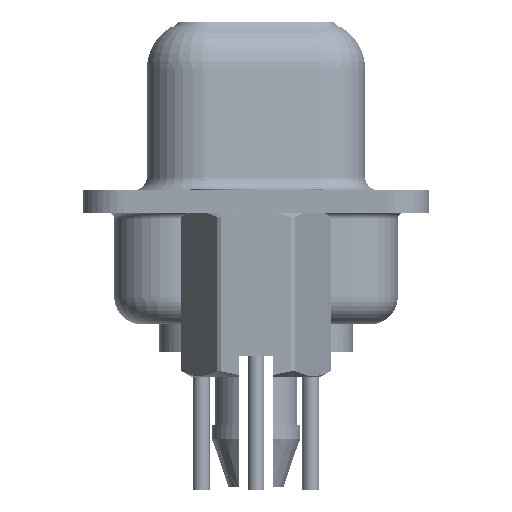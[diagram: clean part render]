
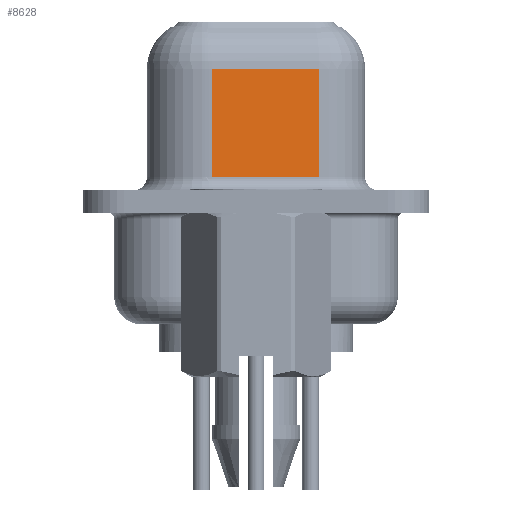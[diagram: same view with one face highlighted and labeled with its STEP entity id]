
A CAD part, left-side view. The second image highlights one B-rep face of the part: STEP entity #8628.
In plain terms, the highlighted planar face has unit normal (-0.985, -0.174, 0).
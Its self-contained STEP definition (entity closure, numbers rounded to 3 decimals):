
#197 = EDGE_CURVE ( 'NONE', #38375, #13088, #3184, .T. ) ;
#661 = DIRECTION ( 'NONE',  ( -0.174, 0.985, 0. ) ) ;
#2264 = LINE ( 'NONE', #36959, #16505 ) ;
#2774 = DIRECTION ( 'NONE',  ( 0.985, 0.174, 0. ) ) ;
#2848 = VERTEX_POINT ( 'NONE', #26126 ) ;
#3184 = LINE ( 'NONE', #32409, #32806 ) ;
#3572 = EDGE_LOOP ( 'NONE', ( #15178, #14502, #17904, #4433 ) ) ;
#4433 = ORIENTED_EDGE ( 'NONE', *, *, #33618, .T. ) ;
#7057 = CARTESIAN_POINT ( 'NONE',  ( 4.35, 1.603, 4.8 ) ) ;
#8628 = ADVANCED_FACE ( 'NONE', ( #37891 ), #21376, .F. ) ;
#10605 = CARTESIAN_POINT ( 'NONE',  ( 4.35, 1.603, 6.55 ) ) ;
#11761 = VECTOR ( 'NONE', #28984, 1000. ) ;
#13084 = VECTOR ( 'NONE', #13787, 1000. ) ;
#13088 = VERTEX_POINT ( 'NONE', #7057 ) ;
#13787 = DIRECTION ( 'NONE',  ( 0.174, -0.985, 0. ) ) ;
#14502 = ORIENTED_EDGE ( 'NONE', *, *, #197, .T. ) ;
#15178 = ORIENTED_EDGE ( 'NONE', *, *, #30759, .F. ) ;
#16505 = VECTOR ( 'NONE', #21076, 1000. ) ;
#17479 = VERTEX_POINT ( 'NONE', #33316 ) ;
#17904 = ORIENTED_EDGE ( 'NONE', *, *, #19314, .T. ) ;
#18439 = DIRECTION ( 'NONE',  ( -0.174, 0.985, 0. ) ) ;
#19314 = EDGE_CURVE ( 'NONE', #13088, #2848, #35464, .T. ) ;
#21076 = DIRECTION ( 'NONE',  ( 0., 0., -1. ) ) ;
#21376 = PLANE ( 'NONE',  #36725 ) ;
#22794 = CARTESIAN_POINT ( 'NONE',  ( 5.038, -2.297, 0.9 ) ) ;
#26126 = CARTESIAN_POINT ( 'NONE',  ( 4.35, 1.603, 0.9 ) ) ;
#26722 = LINE ( 'NONE', #22794, #13084 ) ;
#28251 = CARTESIAN_POINT ( 'NONE',  ( 5.038, -2.297, 6.55 ) ) ;
#28984 = DIRECTION ( 'NONE',  ( 0., 0., -1. ) ) ;
#29087 = CARTESIAN_POINT ( 'NONE',  ( 5.038, -2.297, 4.8 ) ) ;
#30759 = EDGE_CURVE ( 'NONE', #38375, #17479, #2264, .T. ) ;
#32409 = CARTESIAN_POINT ( 'NONE',  ( 5.038, -2.297, 4.8 ) ) ;
#32806 = VECTOR ( 'NONE', #661, 1000. ) ;
#33316 = CARTESIAN_POINT ( 'NONE',  ( 5.038, -2.297, 0.9 ) ) ;
#33618 = EDGE_CURVE ( 'NONE', #2848, #17479, #26722, .T. ) ;
#35464 = LINE ( 'NONE', #10605, #11761 ) ;
#36725 = AXIS2_PLACEMENT_3D ( 'NONE', #28251, #2774, #18439 ) ;
#36959 = CARTESIAN_POINT ( 'NONE',  ( 5.038, -2.297, 6.55 ) ) ;
#37891 = FACE_OUTER_BOUND ( 'NONE', #3572, .T. ) ;
#38375 = VERTEX_POINT ( 'NONE', #29087 ) ;
